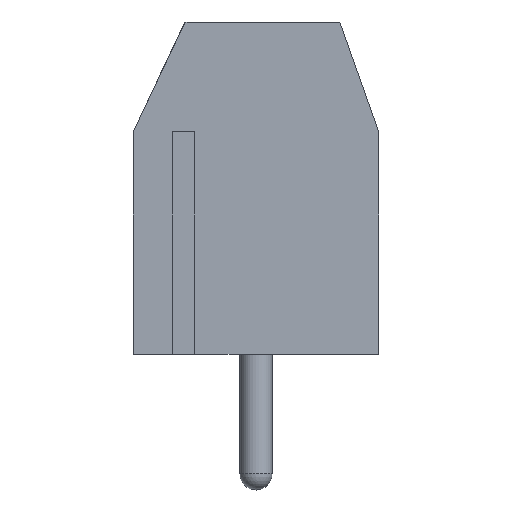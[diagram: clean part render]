
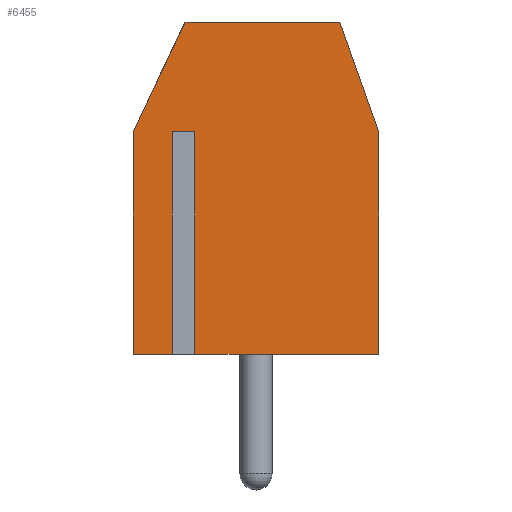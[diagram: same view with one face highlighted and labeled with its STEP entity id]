
A CAD part, left-side view. The second image highlights one B-rep face of the part: STEP entity #6455.
In plain terms, the highlighted planar face has unit normal (-1, 0, 0).
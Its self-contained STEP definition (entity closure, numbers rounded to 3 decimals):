
#365=FACE_OUTER_BOUND('',#731,.T.);
#731=EDGE_LOOP('',(#4299,#4300,#4301,#4302,#4303,#4304,#4305,#4306,#4307,
#4308));
#1117=LINE('',#9261,#1879);
#1123=LINE('',#9276,#1885);
#1133=LINE('',#9299,#1895);
#1134=LINE('',#9305,#1896);
#1135=LINE('',#9307,#1897);
#1136=LINE('',#9309,#1898);
#1137=LINE('',#9311,#1899);
#1138=LINE('',#9313,#1900);
#1139=LINE('',#9315,#1901);
#1140=LINE('',#9316,#1902);
#1879=VECTOR('',#7426,10.);
#1885=VECTOR('',#7438,10.);
#1895=VECTOR('',#7456,10.);
#1896=VECTOR('',#7463,10.);
#1897=VECTOR('',#7464,10.);
#1898=VECTOR('',#7465,10.);
#1899=VECTOR('',#7466,10.);
#1900=VECTOR('',#7467,10.);
#1901=VECTOR('',#7468,10.);
#1902=VECTOR('',#7469,10.);
#2643=VERTEX_POINT('',#9258);
#2644=VERTEX_POINT('',#9260);
#2650=VERTEX_POINT('',#9274);
#2659=VERTEX_POINT('',#9297);
#2661=VERTEX_POINT('',#9304);
#2662=VERTEX_POINT('',#9306);
#2663=VERTEX_POINT('',#9308);
#2664=VERTEX_POINT('',#9310);
#2665=VERTEX_POINT('',#9312);
#2666=VERTEX_POINT('',#9314);
#3291=EDGE_CURVE('',#2643,#2644,#1117,.T.);
#3299=EDGE_CURVE('',#2650,#2643,#1123,.T.);
#3311=EDGE_CURVE('',#2659,#2650,#1133,.T.);
#3314=EDGE_CURVE('',#2661,#2659,#1134,.T.);
#3315=EDGE_CURVE('',#2662,#2661,#1135,.T.);
#3316=EDGE_CURVE('',#2662,#2663,#1136,.T.);
#3317=EDGE_CURVE('',#2664,#2663,#1137,.T.);
#3318=EDGE_CURVE('',#2665,#2664,#1138,.T.);
#3319=EDGE_CURVE('',#2666,#2665,#1139,.T.);
#3320=EDGE_CURVE('',#2666,#2644,#1140,.T.);
#4299=ORIENTED_EDGE('',*,*,#3291,.F.);
#4300=ORIENTED_EDGE('',*,*,#3299,.F.);
#4301=ORIENTED_EDGE('',*,*,#3311,.F.);
#4302=ORIENTED_EDGE('',*,*,#3314,.F.);
#4303=ORIENTED_EDGE('',*,*,#3315,.F.);
#4304=ORIENTED_EDGE('',*,*,#3316,.T.);
#4305=ORIENTED_EDGE('',*,*,#3317,.F.);
#4306=ORIENTED_EDGE('',*,*,#3318,.F.);
#4307=ORIENTED_EDGE('',*,*,#3319,.F.);
#4308=ORIENTED_EDGE('',*,*,#3320,.T.);
#6160=PLANE('',#6866);
#6455=ADVANCED_FACE('',(#365),#6160,.T.);
#6866=AXIS2_PLACEMENT_3D('',#9303,#7461,#7462);
#7426=DIRECTION('',(0.,-0.333,-0.943));
#7438=DIRECTION('',(0.,-1.,0.));
#7456=DIRECTION('',(0.,-0.426,0.905));
#7461=DIRECTION('center_axis',(-1.,0.,0.));
#7462=DIRECTION('ref_axis',(0.,-1.,0.));
#7463=DIRECTION('',(0.,0.,1.));
#7464=DIRECTION('',(0.,1.,0.));
#7465=DIRECTION('',(0.,0.,1.));
#7466=DIRECTION('',(0.,1.,0.));
#7467=DIRECTION('',(0.,0.,1.));
#7468=DIRECTION('',(0.,1.,0.));
#7469=DIRECTION('',(0.,0.,1.));
#9258=CARTESIAN_POINT('',(0.,-6.4,10.3));
#9260=CARTESIAN_POINT('',(0.,-7.6,6.9));
#9261=CARTESIAN_POINT('',(0.,-7.962,5.875));
#9274=CARTESIAN_POINT('',(0.,-1.6,10.3));
#9276=CARTESIAN_POINT('',(0.,-7.6,10.3));
#9297=CARTESIAN_POINT('',(0.,0.,6.9));
#9299=CARTESIAN_POINT('',(0.,0.929,4.925));
#9303=CARTESIAN_POINT('Origin',(0.,0.,0.));
#9304=CARTESIAN_POINT('',(0.,0.,0.));
#9305=CARTESIAN_POINT('',(0.,0.,0.));
#9306=CARTESIAN_POINT('',(0.,-1.35,0.));
#9307=CARTESIAN_POINT('',(0.,-7.6,0.));
#9308=CARTESIAN_POINT('',(0.,-1.35,6.9));
#9309=CARTESIAN_POINT('',(0.,-1.35,0.));
#9310=CARTESIAN_POINT('',(0.,-1.75,6.9));
#9311=CARTESIAN_POINT('',(0.,-1.9,6.9));
#9312=CARTESIAN_POINT('',(0.,-1.75,0.));
#9313=CARTESIAN_POINT('',(0.,-1.75,0.));
#9314=CARTESIAN_POINT('',(0.,-7.6,0.));
#9315=CARTESIAN_POINT('',(0.,-7.6,0.));
#9316=CARTESIAN_POINT('',(0.,-7.6,0.));
